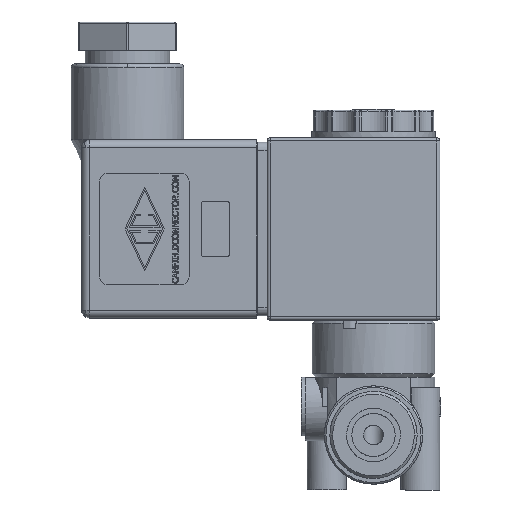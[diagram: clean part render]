
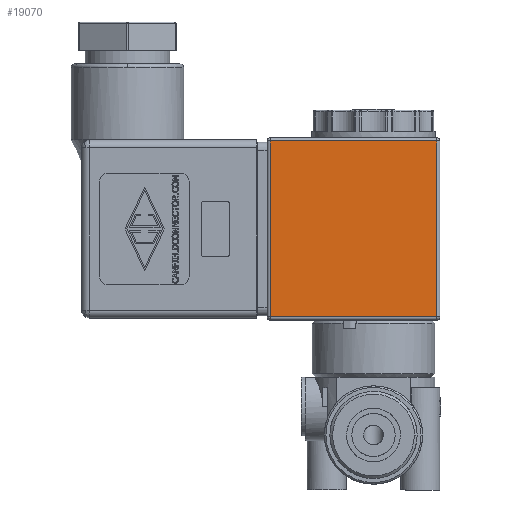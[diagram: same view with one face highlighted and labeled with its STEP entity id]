
A CAD part, front view. The second image highlights one B-rep face of the part: STEP entity #19070.
In plain terms, the highlighted planar face has unit normal (0, -1, 0).
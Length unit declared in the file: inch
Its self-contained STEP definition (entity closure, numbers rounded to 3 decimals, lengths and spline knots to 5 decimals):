
#501 = VECTOR ( 'NONE', #35299, 39.37008 ) ;
#840 = EDGE_CURVE ( 'NONE', #70551, #18199, #28244, .T. ) ;
#2045 = VERTEX_POINT ( 'NONE', #29862 ) ;
#5589 = VECTOR ( 'NONE', #49004, 39.37008 ) ;
#7741 = ORIENTED_EDGE ( 'NONE', *, *, #19452, .F. ) ;
#9614 = CARTESIAN_POINT ( 'NONE',  ( 0.423, -0.433, 0.751 ) ) ;
#11027 = CARTESIAN_POINT ( 'NONE',  ( -0.657, -0.433, 0.751 ) ) ;
#12613 = VERTEX_POINT ( 'NONE', #11027 ) ;
#15206 = DIRECTION ( 'NONE',  ( -1., 0., 0. ) ) ;
#18199 = VERTEX_POINT ( 'NONE', #22735 ) ;
#18721 = FACE_OUTER_BOUND ( 'NONE', #42886, .T. ) ;
#19070 = ADVANCED_FACE ( 'NONE', ( #18721 ), #69085, .T. ) ;
#19452 = EDGE_CURVE ( 'NONE', #18199, #12613, #22045, .T. ) ;
#21866 = CARTESIAN_POINT ( 'NONE',  ( 0.423, -0.433, 1.871 ) ) ;
#22045 = LINE ( 'NONE', #9614, #49522 ) ;
#22735 = CARTESIAN_POINT ( 'NONE',  ( 0.403, -0.433, 0.751 ) ) ;
#25465 = DIRECTION ( 'NONE',  ( 0., -1., 0. ) ) ;
#27444 = DIRECTION ( 'NONE',  ( 1., 0., 0. ) ) ;
#27474 = ORIENTED_EDGE ( 'NONE', *, *, #70900, .F. ) ;
#28244 = LINE ( 'NONE', #33165, #501 ) ;
#29862 = CARTESIAN_POINT ( 'NONE',  ( -0.657, -0.433, 1.871 ) ) ;
#33165 = CARTESIAN_POINT ( 'NONE',  ( 0.403, -0.433, 1.601 ) ) ;
#35299 = DIRECTION ( 'NONE',  ( 0., 0., -1. ) ) ;
#36975 = LINE ( 'NONE', #21866, #66119 ) ;
#39583 = ORIENTED_EDGE ( 'NONE', *, *, #52559, .F. ) ;
#42886 = EDGE_LOOP ( 'NONE', ( #27474, #39583, #7741, #60577 ) ) ;
#43473 = CARTESIAN_POINT ( 'NONE',  ( -0.657, -0.433, 1.601 ) ) ;
#46651 = AXIS2_PLACEMENT_3D ( 'NONE', #58276, #25465, #63843 ) ;
#49004 = DIRECTION ( 'NONE',  ( 0., 0., 1. ) ) ;
#49522 = VECTOR ( 'NONE', #15206, 39.37008 ) ;
#49558 = LINE ( 'NONE', #43473, #5589 ) ;
#49742 = CARTESIAN_POINT ( 'NONE',  ( 0.403, -0.433, 1.871 ) ) ;
#52559 = EDGE_CURVE ( 'NONE', #12613, #2045, #49558, .T. ) ;
#58276 = CARTESIAN_POINT ( 'NONE',  ( 0.423, -0.433, 1.891 ) ) ;
#60577 = ORIENTED_EDGE ( 'NONE', *, *, #840, .F. ) ;
#63843 = DIRECTION ( 'NONE',  ( 0., 0., -1. ) ) ;
#66119 = VECTOR ( 'NONE', #27444, 39.37008 ) ;
#69085 = PLANE ( 'NONE',  #46651 ) ;
#70551 = VERTEX_POINT ( 'NONE', #49742 ) ;
#70900 = EDGE_CURVE ( 'NONE', #2045, #70551, #36975, .T. ) ;
